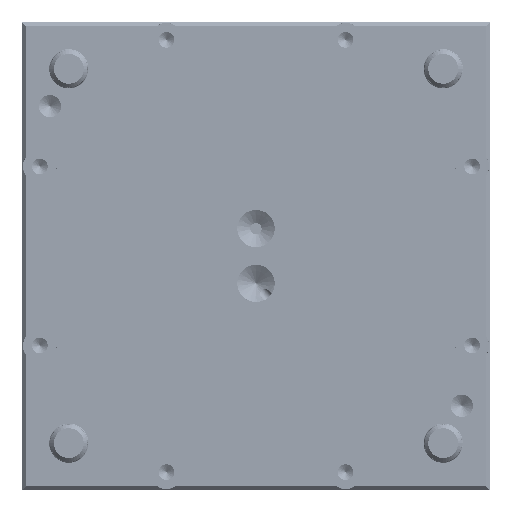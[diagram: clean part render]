
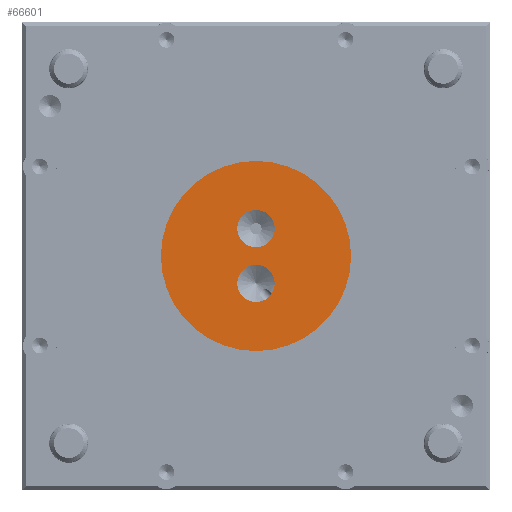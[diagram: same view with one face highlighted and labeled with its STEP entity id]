
A CAD part, front view. The second image highlights one B-rep face of the part: STEP entity #66601.
In plain terms, the highlighted planar face has unit normal (0, -1, 0).
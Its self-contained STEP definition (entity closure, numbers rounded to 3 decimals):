
#454 = EDGE_CURVE ( 'NONE', #100876, #100876, #128779, .T. ) ;
#4835 = ORIENTED_EDGE ( 'NONE', *, *, #60180, .F. ) ;
#5746 = VERTEX_POINT ( 'NONE', #45748 ) ;
#9342 = CARTESIAN_POINT ( 'NONE',  ( 0., -5.08, 7.315 ) ) ;
#11188 = CARTESIAN_POINT ( 'NONE',  ( 0., -5.08, -25.394 ) ) ;
#11657 = ORIENTED_EDGE ( 'NONE', *, *, #454, .T. ) ;
#20449 = CARTESIAN_POINT ( 'NONE',  ( 0., -5.08, 0. ) ) ;
#28974 = FACE_BOUND ( 'NONE', #99398, .T. ) ;
#29404 = EDGE_LOOP ( 'NONE', ( #11657 ) ) ;
#31486 = VERTEX_POINT ( 'NONE', #82458 ) ;
#40294 = AXIS2_PLACEMENT_3D ( 'NONE', #20449, #48655, #88467 ) ;
#42966 = CARTESIAN_POINT ( 'NONE',  ( 0., -5.08, -7.315 ) ) ;
#45748 = CARTESIAN_POINT ( 'NONE',  ( 0., -5.08, -12.315 ) ) ;
#48655 = DIRECTION ( 'NONE',  ( 0., -1., 0. ) ) ;
#49906 = FACE_BOUND ( 'NONE', #124554, .T. ) ;
#52752 = DIRECTION ( 'NONE',  ( 0., 0., -1. ) ) ;
#53540 = AXIS2_PLACEMENT_3D ( 'NONE', #92435, #102889, #93076 ) ;
#59089 = DIRECTION ( 'NONE',  ( 0., -1., 0. ) ) ;
#60180 = EDGE_CURVE ( 'NONE', #5746, #5746, #123778, .T. ) ;
#64836 = AXIS2_PLACEMENT_3D ( 'NONE', #9342, #59089, #87880 ) ;
#66601 = ADVANCED_FACE ( 'NONE', ( #28974, #49906, #91081 ), #121174, .T. ) ;
#67408 = AXIS2_PLACEMENT_3D ( 'NONE', #42966, #72998, #52752 ) ;
#72998 = DIRECTION ( 'NONE',  ( 0., -1., 0. ) ) ;
#77288 = CIRCLE ( 'NONE', #64836, 5. ) ;
#82458 = CARTESIAN_POINT ( 'NONE',  ( 0., -5.08, 2.315 ) ) ;
#87880 = DIRECTION ( 'NONE',  ( 0., 0., -1. ) ) ;
#88467 = DIRECTION ( 'NONE',  ( 0., 0., -1. ) ) ;
#91081 = FACE_OUTER_BOUND ( 'NONE', #29404, .T. ) ;
#92435 = CARTESIAN_POINT ( 'NONE',  ( 0., -5.08, 0. ) ) ;
#93076 = DIRECTION ( 'NONE',  ( 0., 0., -1. ) ) ;
#99398 = EDGE_LOOP ( 'NONE', ( #4835 ) ) ;
#100876 = VERTEX_POINT ( 'NONE', #11188 ) ;
#101046 = ORIENTED_EDGE ( 'NONE', *, *, #118360, .F. ) ;
#102889 = DIRECTION ( 'NONE',  ( 0., -1., 0. ) ) ;
#118360 = EDGE_CURVE ( 'NONE', #31486, #31486, #77288, .T. ) ;
#121174 = PLANE ( 'NONE',  #40294 ) ;
#123778 = CIRCLE ( 'NONE', #67408, 5. ) ;
#124554 = EDGE_LOOP ( 'NONE', ( #101046 ) ) ;
#128779 = CIRCLE ( 'NONE', #53540, 25.394 ) ;
